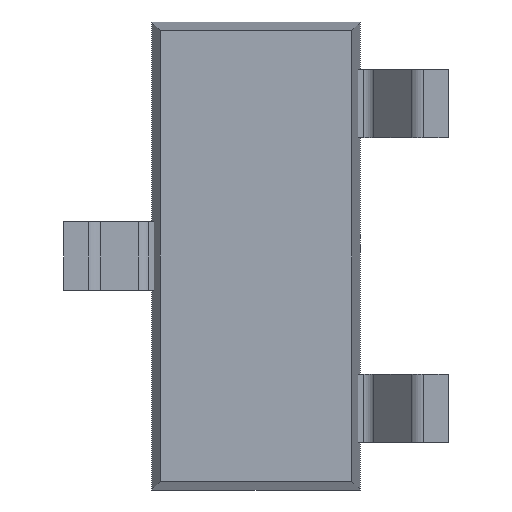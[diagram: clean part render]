
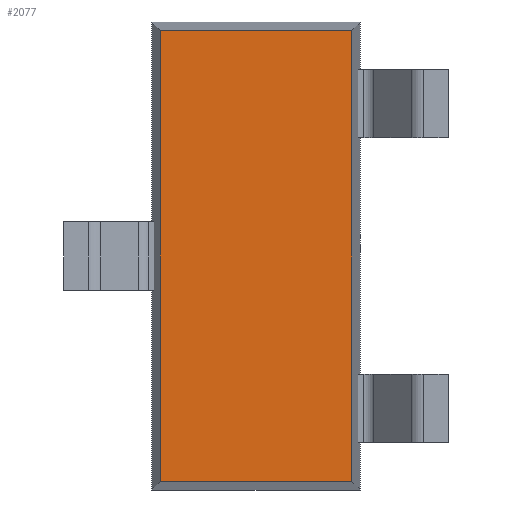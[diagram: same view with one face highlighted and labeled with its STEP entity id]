
A CAD part, left-side view. The second image highlights one B-rep face of the part: STEP entity #2077.
In plain terms, the highlighted planar face has unit normal (-1, 0, 0).
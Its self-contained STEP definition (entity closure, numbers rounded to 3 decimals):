
#57 = CARTESIAN_POINT ( 'NONE',  ( -0.38, 0., 1.407 ) ) ;
#122 = ORIENTED_EDGE ( 'NONE', *, *, #2303, .F. ) ;
#198 = CARTESIAN_POINT ( 'NONE',  ( -0.38, 0., 0. ) ) ;
#211 = FACE_OUTER_BOUND ( 'NONE', #856, .T. ) ;
#219 = DIRECTION ( 'NONE',  ( 0., 0., -1. ) ) ;
#225 = CARTESIAN_POINT ( 'NONE',  ( -0.38, 0.597, 0. ) ) ;
#267 = VECTOR ( 'NONE', #910, 1000. ) ;
#468 = EDGE_CURVE ( 'NONE', #1302, #1808, #2101, .T. ) ;
#475 = AXIS2_PLACEMENT_3D ( 'NONE', #198, #935, #219 ) ;
#799 = ORIENTED_EDGE ( 'NONE', *, *, #2173, .F. ) ;
#856 = EDGE_LOOP ( 'NONE', ( #122, #1057, #1933, #799 ) ) ;
#877 = VERTEX_POINT ( 'NONE', #1326 ) ;
#910 = DIRECTION ( 'NONE',  ( 0., 0., -1. ) ) ;
#935 = DIRECTION ( 'NONE',  ( 1., 0., 0. ) ) ;
#976 = VERTEX_POINT ( 'NONE', #1119 ) ;
#1057 = ORIENTED_EDGE ( 'NONE', *, *, #468, .F. ) ;
#1071 = VECTOR ( 'NONE', #1765, 1000. ) ;
#1077 = LINE ( 'NONE', #225, #1454 ) ;
#1119 = CARTESIAN_POINT ( 'NONE',  ( -0.38, 0.597, 1.407 ) ) ;
#1174 = EDGE_CURVE ( 'NONE', #976, #1302, #1614, .T. ) ;
#1302 = VERTEX_POINT ( 'NONE', #1453 ) ;
#1326 = CARTESIAN_POINT ( 'NONE',  ( -0.38, 0.597, -1.407 ) ) ;
#1399 = CARTESIAN_POINT ( 'NONE',  ( -0.38, -0.597, -1.407 ) ) ;
#1453 = CARTESIAN_POINT ( 'NONE',  ( -0.38, -0.597, 1.407 ) ) ;
#1454 = VECTOR ( 'NONE', #1518, 1000. ) ;
#1518 = DIRECTION ( 'NONE',  ( 0., 0., 1. ) ) ;
#1614 = LINE ( 'NONE', #57, #1971 ) ;
#1731 = DIRECTION ( 'NONE',  ( 0., -1., 0. ) ) ;
#1765 = DIRECTION ( 'NONE',  ( 0., 1., 0. ) ) ;
#1808 = VERTEX_POINT ( 'NONE', #1399 ) ;
#1933 = ORIENTED_EDGE ( 'NONE', *, *, #1174, .F. ) ;
#1957 = CARTESIAN_POINT ( 'NONE',  ( -0.38, 0., -1.407 ) ) ;
#1971 = VECTOR ( 'NONE', #1731, 1000. ) ;
#1977 = LINE ( 'NONE', #1957, #1071 ) ;
#2030 = PLANE ( 'NONE',  #475 ) ;
#2077 = ADVANCED_FACE ( 'NONE', ( #211 ), #2030, .F. ) ;
#2101 = LINE ( 'NONE', #2196, #267 ) ;
#2173 = EDGE_CURVE ( 'NONE', #877, #976, #1077, .T. ) ;
#2196 = CARTESIAN_POINT ( 'NONE',  ( -0.38, -0.597, 0. ) ) ;
#2303 = EDGE_CURVE ( 'NONE', #1808, #877, #1977, .T. ) ;
